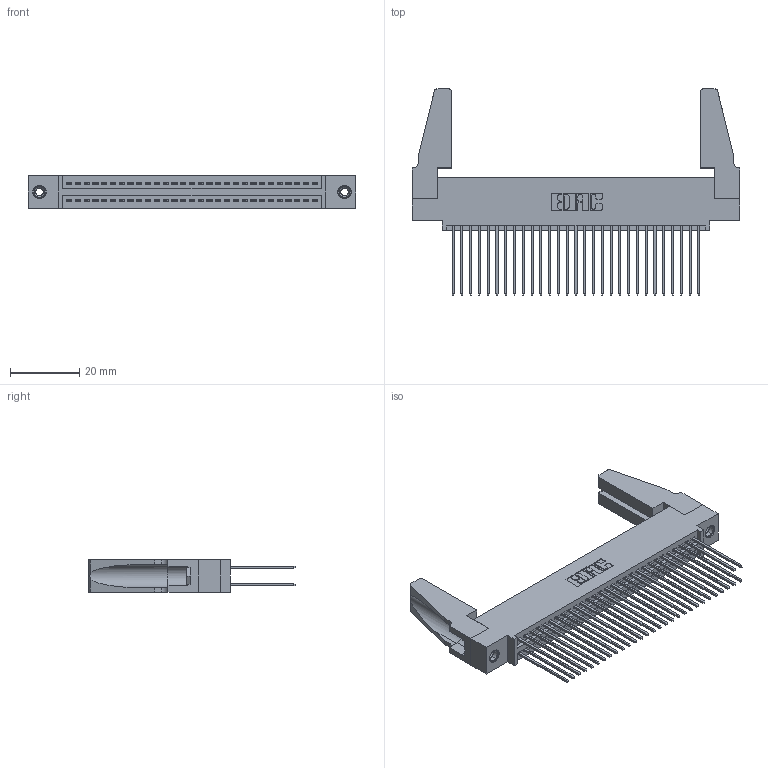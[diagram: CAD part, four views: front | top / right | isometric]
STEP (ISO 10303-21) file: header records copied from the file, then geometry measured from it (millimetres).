
FILE_DESCRIPTION (( 'STEP AP203' ), '1' );
FILE_NAME ('345-058-541-588.STEP', '2019-10-30T05:23:10', ( '' ), ( '' ), 'SwSTEP 2.0', 'SolidWorks 2016', '' );
FILE_SCHEMA (( 'CONFIG_CONTROL_DESIGN' ));
Length unit declared in the file: inch
Products named in the file (5): 345-058-541-588; 345-220-078_345-220-088; 345-250-001_345-250-001-102; 345-292-001_345-293-141; 345 Part_0.110 Offset - 0.156 Dia-TH
Assembly tree (63 placements, depth 2):
  345-058-541-588
    345 Part_0.110 Offset - 0.156 Dia-TH
    345-292-001_345-293-141  x58
    345-250-001_345-250-001-102  x2
    345-220-078_345-220-088  x2
Bounding box: 94.89 x 59.61 x 9.4 mm (x, y, z)
Volume: 12609.3 mm3; surface area: 18358.4 mm2
Topology: 63 solids, 63 shells, 3154 faces, 9309 edges, 6118 vertices
Faces by surface type: plane 2070, cylinder 1068, cone 12, torus 4
Entity records: 26802 total; most frequent: CARTESIAN_POINT 4502, ORIENTED_EDGE 4396, DIRECTION 3990, EDGE_CURVE 2198, VECTOR 1908, LINE 1908, VERTEX_POINT 1458, AXIS2_PLACEMENT_3D 1041
